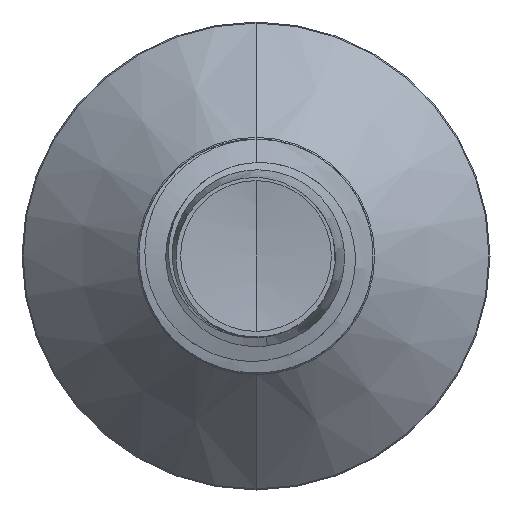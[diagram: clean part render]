
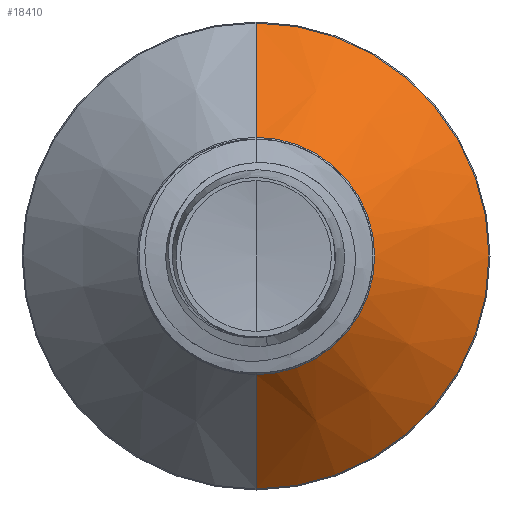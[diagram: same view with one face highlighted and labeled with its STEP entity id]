
A CAD part, front view. The second image highlights one B-rep face of the part: STEP entity #18410.
In plain terms, the highlighted conical face has half-angle 45 degrees and reference radius 1.522 mm.
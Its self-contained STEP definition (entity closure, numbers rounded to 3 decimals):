
#887 = ORIENTED_EDGE ( 'NONE', *, *, #8852, .F. ) ;
#1155 = EDGE_CURVE ( 'NONE', #13203, #15303, #12130, .T. ) ;
#1535 = CARTESIAN_POINT ( 'NONE',  ( 0., 10.437, 2.987 ) ) ;
#2356 = VECTOR ( 'NONE', #17912, 1000. ) ;
#2862 = CARTESIAN_POINT ( 'NONE',  ( 0., 10.437, -2.987 ) ) ;
#2889 = CARTESIAN_POINT ( 'NONE',  ( 0., 8.972, 0. ) ) ;
#4077 = EDGE_LOOP ( 'NONE', ( #9903, #5148, #887, #10327 ) ) ;
#4236 = CARTESIAN_POINT ( 'NONE',  ( 0., 8.972, 0. ) ) ;
#5148 = ORIENTED_EDGE ( 'NONE', *, *, #18014, .T. ) ;
#5931 = DIRECTION ( 'NONE',  ( 0., 0., 1. ) ) ;
#6020 = CARTESIAN_POINT ( 'NONE',  ( 0., 8.972, -1.522 ) ) ;
#6500 = VERTEX_POINT ( 'NONE', #2862 ) ;
#6637 = CIRCLE ( 'NONE', #13469, 2.987 ) ;
#7414 = EDGE_CURVE ( 'NONE', #13203, #7770, #19648, .T. ) ;
#7770 = VERTEX_POINT ( 'NONE', #1535 ) ;
#7956 = CARTESIAN_POINT ( 'NONE',  ( 0., 8.972, 1.522 ) ) ;
#8155 = DIRECTION ( 'NONE',  ( 0., 1., 0. ) ) ;
#8852 = EDGE_CURVE ( 'NONE', #7770, #6500, #6637, .T. ) ;
#8860 = CARTESIAN_POINT ( 'NONE',  ( 0., 10.437, 0. ) ) ;
#9903 = ORIENTED_EDGE ( 'NONE', *, *, #1155, .T. ) ;
#10208 = CONICAL_SURFACE ( 'NONE', #19056, 1.522, 0.785 ) ;
#10327 = ORIENTED_EDGE ( 'NONE', *, *, #7414, .F. ) ;
#10528 = DIRECTION ( 'NONE',  ( 0., 0., 1. ) ) ;
#11783 = LINE ( 'NONE', #6020, #20597 ) ;
#12130 = CIRCLE ( 'NONE', #21775, 1.522 ) ;
#12963 = DIRECTION ( 'NONE',  ( 0., 0., 1. ) ) ;
#13203 = VERTEX_POINT ( 'NONE', #17532 ) ;
#13289 = CARTESIAN_POINT ( 'NONE',  ( 0., 8.972, -1.522 ) ) ;
#13469 = AXIS2_PLACEMENT_3D ( 'NONE', #8860, #20461, #10528 ) ;
#15303 = VERTEX_POINT ( 'NONE', #13289 ) ;
#15920 = DIRECTION ( 'NONE',  ( 0., 1., 0. ) ) ;
#17532 = CARTESIAN_POINT ( 'NONE',  ( 0., 8.972, 1.522 ) ) ;
#17667 = DIRECTION ( 'NONE',  ( 0., 0.707, -0.707 ) ) ;
#17912 = DIRECTION ( 'NONE',  ( 0., 0.707, 0.707 ) ) ;
#18014 = EDGE_CURVE ( 'NONE', #15303, #6500, #11783, .T. ) ;
#18410 = ADVANCED_FACE ( 'NONE', ( #19585 ), #10208, .T. ) ;
#19056 = AXIS2_PLACEMENT_3D ( 'NONE', #2889, #8155, #12963 ) ;
#19585 = FACE_OUTER_BOUND ( 'NONE', #4077, .T. ) ;
#19648 = LINE ( 'NONE', #7956, #2356 ) ;
#20461 = DIRECTION ( 'NONE',  ( 0., 1., 0. ) ) ;
#20597 = VECTOR ( 'NONE', #17667, 1000. ) ;
#21775 = AXIS2_PLACEMENT_3D ( 'NONE', #4236, #15920, #5931 ) ;
